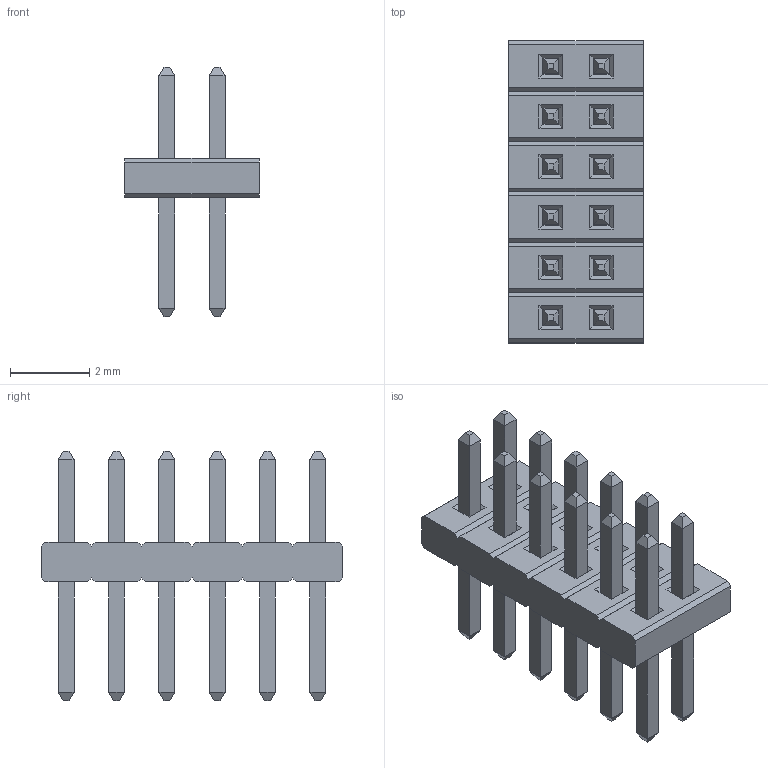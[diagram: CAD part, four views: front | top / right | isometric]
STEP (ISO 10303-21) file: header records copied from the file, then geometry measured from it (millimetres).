
FILE_DESCRIPTION((''),'2;1');
FILE_NAME('M50-350_ASM','2011-08-05T',('wbourne'),(''),'PRO/ENGINEER BY PARAMETRIC TECHNOLOGY CORPORATION, 2010280','PRO/ENGINEER BY PARAMETRIC TECHNOLOGY CORPORATION, 2010280','');
FILE_SCHEMA(('CONFIG_CONTROL_DESIGN','SHAPE_APPEARANCE_LAYERS_GROUPS'));
Length unit declared in the file: millimetre
Products named in the file (3): M50-350-MLD; M50-350-CONTACT; M50-350_ASM
Assembly tree (13 placements, depth 2):
  M50-350_ASM
    M50-350-MLD
    M50-350-CONTACT  x12
Bounding box: 3.4 x 7.62 x 6.3 mm (x, y, z)
Volume: 35 mm3; surface area: 208.7 mm2
Topology: 13 solids, 13 shells, 412 faces, 930 edges, 556 vertices
Faces by surface type: plane 412
Entity records: 7480 total; most frequent: CARTESIAN_POINT 1001, ORIENTED_EDGE 980, DIRECTION 928, PRESENTATION_STYLE_ASSIGNMENT 501, STYLED_ITEM 492, VECTOR 490, LINE 490, CURVE_STYLE 490
